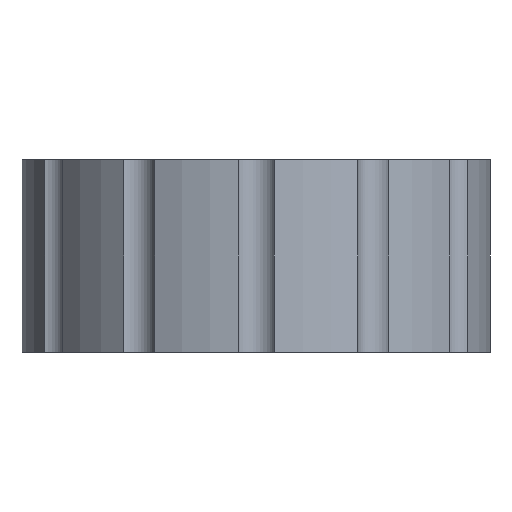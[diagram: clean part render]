
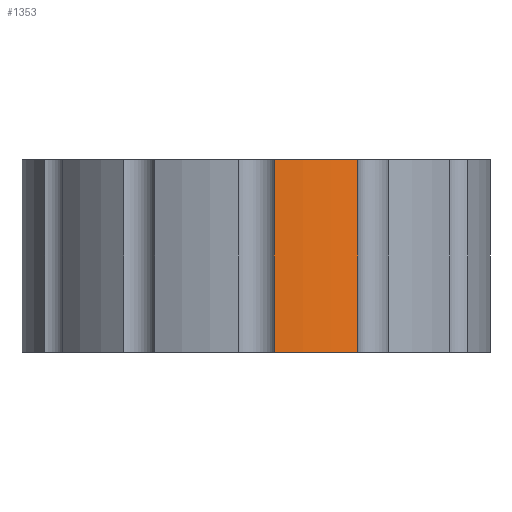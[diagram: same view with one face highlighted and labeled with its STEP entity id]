
A CAD part, front view. The second image highlights one B-rep face of the part: STEP entity #1353.
In plain terms, the highlighted cylindrical face has radius 11 mm (diameter 22 mm), a partial arc.
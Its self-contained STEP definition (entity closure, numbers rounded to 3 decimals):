
#33 = PLANE('',#34);
#34 = AXIS2_PLACEMENT_3D('',#35,#36,#37);
#35 = CARTESIAN_POINT('',(0.,0.,0.));
#36 = DIRECTION('',(0.,0.,1.));
#37 = DIRECTION('',(1.,0.,0.));
#377 = VERTEX_POINT('',#378);
#378 = CARTESIAN_POINT('',(0.864,-10.966,0.));
#393 = CYLINDRICAL_SURFACE('',#394,1.);
#394 = AXIS2_PLACEMENT_3D('',#395,#396,#397);
#395 = CARTESIAN_POINT('',(0.019,-11.5,0.));
#396 = DIRECTION('',(0.,0.,-1.));
#397 = DIRECTION('',(-1.,0.,0.));
#405 = EDGE_CURVE('',#377,#406,#408,.T.);
#406 = VERTEX_POINT('',#407);
#407 = CARTESIAN_POINT('',(4.767,-9.914,0.));
#408 = SURFACE_CURVE('',#409,(#414,#421),.PCURVE_S1.);
#409 = CIRCLE('',#410,11.);
#410 = AXIS2_PLACEMENT_3D('',#411,#412,#413);
#411 = CARTESIAN_POINT('',(0.,0.,0.));
#412 = DIRECTION('',(0.,0.,1.));
#413 = DIRECTION('',(1.,0.,0.));
#414 = PCURVE('',#33,#415);
#415 = DEFINITIONAL_REPRESENTATION('',(#416),#420);
#416 = CIRCLE('',#417,11.);
#417 = AXIS2_PLACEMENT_2D('',#418,#419);
#418 = CARTESIAN_POINT('',(0.,0.));
#419 = DIRECTION('',(1.,0.));
#420 = ( GEOMETRIC_REPRESENTATION_CONTEXT(2) 
PARAMETRIC_REPRESENTATION_CONTEXT() REPRESENTATION_CONTEXT('2D SPACE',''
  ) );
#421 = PCURVE('',#422,#427);
#422 = CYLINDRICAL_SURFACE('',#423,11.);
#423 = AXIS2_PLACEMENT_3D('',#424,#425,#426);
#424 = CARTESIAN_POINT('',(0.,0.,0.));
#425 = DIRECTION('',(0.,0.,1.));
#426 = DIRECTION('',(1.,0.,0.));
#427 = DEFINITIONAL_REPRESENTATION('',(#428),#432);
#428 = LINE('',#429,#430);
#429 = CARTESIAN_POINT('',(0.,0.));
#430 = VECTOR('',#431,1.);
#431 = DIRECTION('',(1.,0.));
#432 = ( GEOMETRIC_REPRESENTATION_CONTEXT(2) 
PARAMETRIC_REPRESENTATION_CONTEXT() REPRESENTATION_CONTEXT('2D SPACE',''
  ) );
#451 = CYLINDRICAL_SURFACE('',#452,1.);
#452 = AXIS2_PLACEMENT_3D('',#453,#454,#455);
#453 = CARTESIAN_POINT('',(5.766,-9.95,0.));
#454 = DIRECTION('',(0.,0.,-1.));
#455 = DIRECTION('',(-0.866,-0.5,0.));
#797 = PLANE('',#798);
#798 = AXIS2_PLACEMENT_3D('',#799,#800,#801);
#799 = CARTESIAN_POINT('',(0.,0.,9.));
#800 = DIRECTION('',(0.,0.,1.));
#801 = DIRECTION('',(1.,0.,0.));
#1306 = VERTEX_POINT('',#1307);
#1307 = CARTESIAN_POINT('',(4.767,-9.914,9.));
#1333 = EDGE_CURVE('',#406,#1306,#1334,.T.);
#1334 = SURFACE_CURVE('',#1335,(#1339,#1346),.PCURVE_S1.);
#1335 = LINE('',#1336,#1337);
#1336 = CARTESIAN_POINT('',(4.767,-9.914,0.));
#1337 = VECTOR('',#1338,1.);
#1338 = DIRECTION('',(0.,0.,1.));
#1339 = PCURVE('',#451,#1340);
#1340 = DEFINITIONAL_REPRESENTATION('',(#1341),#1345);
#1341 = LINE('',#1342,#1343);
#1342 = CARTESIAN_POINT('',(-5.723,0.));
#1343 = VECTOR('',#1344,1.);
#1344 = DIRECTION('',(-0.,-1.));
#1345 = ( GEOMETRIC_REPRESENTATION_CONTEXT(2) 
PARAMETRIC_REPRESENTATION_CONTEXT() REPRESENTATION_CONTEXT('2D SPACE',''
  ) );
#1346 = PCURVE('',#422,#1347);
#1347 = DEFINITIONAL_REPRESENTATION('',(#1348),#1352);
#1348 = LINE('',#1349,#1350);
#1349 = CARTESIAN_POINT('',(5.161,0.));
#1350 = VECTOR('',#1351,1.);
#1351 = DIRECTION('',(0.,1.));
#1352 = ( GEOMETRIC_REPRESENTATION_CONTEXT(2) 
PARAMETRIC_REPRESENTATION_CONTEXT() REPRESENTATION_CONTEXT('2D SPACE',''
  ) );
#1353 = ADVANCED_FACE('',(#1354),#422,.T.);
#1354 = FACE_BOUND('',#1355,.T.);
#1355 = EDGE_LOOP('',(#1356,#1357,#1381,#1402));
#1356 = ORIENTED_EDGE('',*,*,#1333,.T.);
#1357 = ORIENTED_EDGE('',*,*,#1358,.F.);
#1358 = EDGE_CURVE('',#1359,#1306,#1361,.T.);
#1359 = VERTEX_POINT('',#1360);
#1360 = CARTESIAN_POINT('',(0.864,-10.966,9.));
#1361 = SURFACE_CURVE('',#1362,(#1367,#1374),.PCURVE_S1.);
#1362 = CIRCLE('',#1363,11.);
#1363 = AXIS2_PLACEMENT_3D('',#1364,#1365,#1366);
#1364 = CARTESIAN_POINT('',(0.,0.,9.));
#1365 = DIRECTION('',(0.,0.,1.));
#1366 = DIRECTION('',(1.,0.,0.));
#1367 = PCURVE('',#422,#1368);
#1368 = DEFINITIONAL_REPRESENTATION('',(#1369),#1373);
#1369 = LINE('',#1370,#1371);
#1370 = CARTESIAN_POINT('',(0.,9.));
#1371 = VECTOR('',#1372,1.);
#1372 = DIRECTION('',(1.,0.));
#1373 = ( GEOMETRIC_REPRESENTATION_CONTEXT(2) 
PARAMETRIC_REPRESENTATION_CONTEXT() REPRESENTATION_CONTEXT('2D SPACE',''
  ) );
#1374 = PCURVE('',#797,#1375);
#1375 = DEFINITIONAL_REPRESENTATION('',(#1376),#1380);
#1376 = CIRCLE('',#1377,11.);
#1377 = AXIS2_PLACEMENT_2D('',#1378,#1379);
#1378 = CARTESIAN_POINT('',(0.,0.));
#1379 = DIRECTION('',(1.,0.));
#1380 = ( GEOMETRIC_REPRESENTATION_CONTEXT(2) 
PARAMETRIC_REPRESENTATION_CONTEXT() REPRESENTATION_CONTEXT('2D SPACE',''
  ) );
#1381 = ORIENTED_EDGE('',*,*,#1382,.F.);
#1382 = EDGE_CURVE('',#377,#1359,#1383,.T.);
#1383 = SURFACE_CURVE('',#1384,(#1388,#1395),.PCURVE_S1.);
#1384 = LINE('',#1385,#1386);
#1385 = CARTESIAN_POINT('',(0.864,-10.966,0.));
#1386 = VECTOR('',#1387,1.);
#1387 = DIRECTION('',(0.,0.,1.));
#1388 = PCURVE('',#422,#1389);
#1389 = DEFINITIONAL_REPRESENTATION('',(#1390),#1394);
#1390 = LINE('',#1391,#1392);
#1391 = CARTESIAN_POINT('',(4.791,0.));
#1392 = VECTOR('',#1393,1.);
#1393 = DIRECTION('',(0.,1.));
#1394 = ( GEOMETRIC_REPRESENTATION_CONTEXT(2) 
PARAMETRIC_REPRESENTATION_CONTEXT() REPRESENTATION_CONTEXT('2D SPACE',''
  ) );
#1395 = PCURVE('',#393,#1396);
#1396 = DEFINITIONAL_REPRESENTATION('',(#1397),#1401);
#1397 = LINE('',#1398,#1399);
#1398 = CARTESIAN_POINT('',(-3.705,0.));
#1399 = VECTOR('',#1400,1.);
#1400 = DIRECTION('',(-0.,-1.));
#1401 = ( GEOMETRIC_REPRESENTATION_CONTEXT(2) 
PARAMETRIC_REPRESENTATION_CONTEXT() REPRESENTATION_CONTEXT('2D SPACE',''
  ) );
#1402 = ORIENTED_EDGE('',*,*,#405,.T.);
